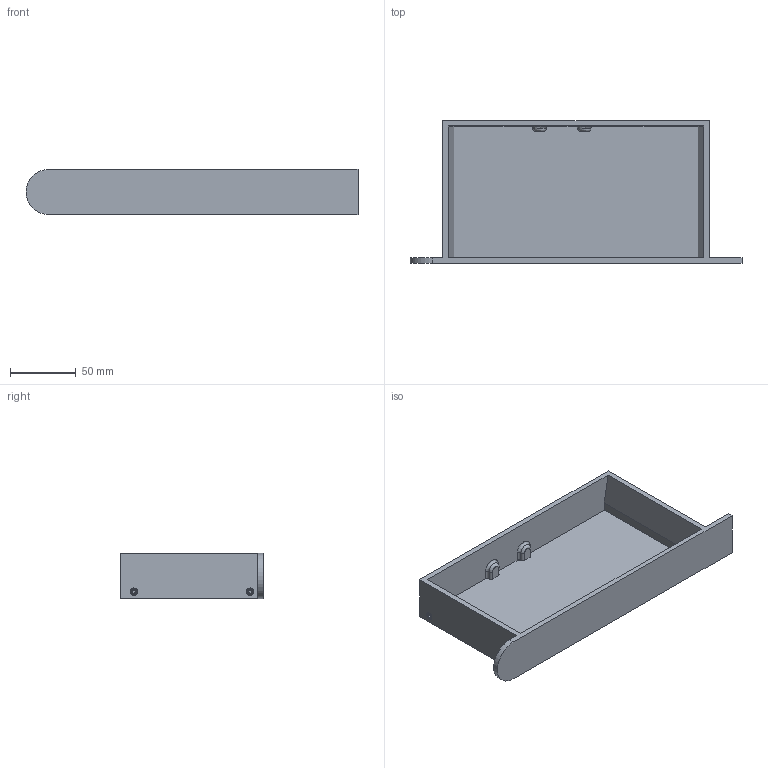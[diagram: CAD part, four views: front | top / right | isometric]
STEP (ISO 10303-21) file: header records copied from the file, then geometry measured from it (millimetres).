
FILE_DESCRIPTION (( 'STEP AP203' ), '1' );
FILE_NAME ('MS001-A.05.006SL.1.1喲歾碟.step', '2021-08-27T10:48:39', ( 'Windows User' ), ( 'P R C' ), 'SwSTEP 2.0', 'SolidWorks 2016', '' );
FILE_SCHEMA (( 'CONFIG_CONTROL_DESIGN' ));
Length unit declared in the file: millimetre
Products named in the file (1): MS001-A.05.006SL.1.1喲歾碟
Bounding box: 251.65 x 108 x 34.3 mm (x, y, z)
Volume: 181933.2 mm3; surface area: 86493.1 mm2
Topology: 7 solids, 7 shells, 229 faces, 488 edges, 304 vertices
Faces by surface type: cylinder 93, cone 72, plane 60, bspline 4
Entity records: 6647 total; most frequent: CARTESIAN_POINT 1382, DIRECTION 1208, ORIENTED_EDGE 976, AXIS2_PLACEMENT_3D 498, EDGE_CURVE 488, VERTEX_POINT 304, EDGE_LOOP 272, CIRCLE 272
